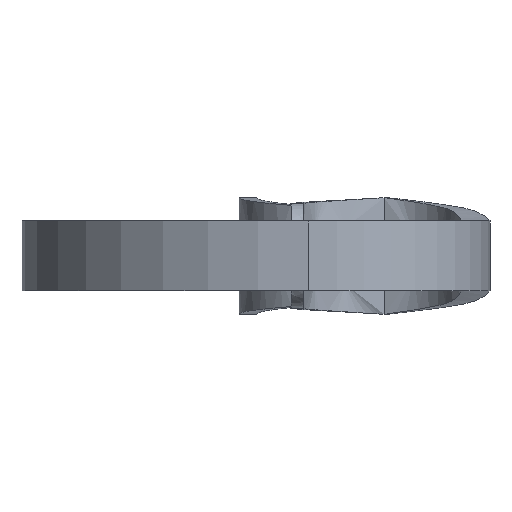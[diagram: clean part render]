
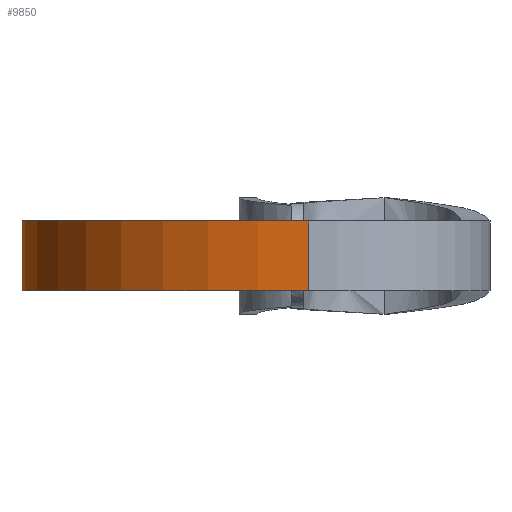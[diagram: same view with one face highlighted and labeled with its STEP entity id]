
A CAD part, front view. The second image highlights one B-rep face of the part: STEP entity #9850.
In plain terms, the highlighted cylindrical face has radius 51 mm (diameter 102 mm), a partial arc.
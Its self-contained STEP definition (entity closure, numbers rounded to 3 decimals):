
#181 = EDGE_CURVE ( 'NONE', #3888, #14652, #4959, .T. ) ;
#647 = DIRECTION ( 'NONE',  ( 0., 0., 1. ) ) ;
#1189 = EDGE_CURVE ( 'NONE', #9786, #1864, #6730, .T. ) ;
#1654 = CARTESIAN_POINT ( 'NONE',  ( 10.755, -34., 6. ) ) ;
#1667 = CARTESIAN_POINT ( 'NONE',  ( 8.922, -84.967, 6. ) ) ;
#1838 = CARTESIAN_POINT ( 'NONE',  ( -27.729, -0.533, -6. ) ) ;
#1864 = VERTEX_POINT ( 'NONE', #1838 ) ;
#2008 = CIRCLE ( 'NONE', #11309, 51. ) ;
#2566 = CARTESIAN_POINT ( 'NONE',  ( -27.729, -0.533, 6. ) ) ;
#2574 = DIRECTION ( 'NONE',  ( 0., 0., 1. ) ) ;
#2836 = ORIENTED_EDGE ( 'NONE', *, *, #14559, .T. ) ;
#2922 = AXIS2_PLACEMENT_3D ( 'NONE', #9233, #8047, #12752 ) ;
#3025 = CARTESIAN_POINT ( 'NONE',  ( -27.729, -0.533, -6. ) ) ;
#3485 = CARTESIAN_POINT ( 'NONE',  ( 8.922, -84.967, -6. ) ) ;
#3888 = VERTEX_POINT ( 'NONE', #1667 ) ;
#4705 = CYLINDRICAL_SURFACE ( 'NONE', #4888, 51. ) ;
#4759 = CARTESIAN_POINT ( 'NONE',  ( 10.755, -34., 0. ) ) ;
#4888 = AXIS2_PLACEMENT_3D ( 'NONE', #4759, #2574, #9280 ) ;
#4959 = LINE ( 'NONE', #3485, #13644 ) ;
#5796 = DIRECTION ( 'NONE',  ( 0., 0., -1. ) ) ;
#5904 = CARTESIAN_POINT ( 'NONE',  ( 8.922, -84.967, -6. ) ) ;
#6730 = LINE ( 'NONE', #3025, #8319 ) ;
#8047 = DIRECTION ( 'NONE',  ( 0., 0., 1. ) ) ;
#8319 = VECTOR ( 'NONE', #13234, 1000. ) ;
#8582 = ORIENTED_EDGE ( 'NONE', *, *, #181, .F. ) ;
#9217 = ORIENTED_EDGE ( 'NONE', *, *, #14248, .F. ) ;
#9233 = CARTESIAN_POINT ( 'NONE',  ( 10.755, -34., -6. ) ) ;
#9280 = DIRECTION ( 'NONE',  ( 1., 0., 0. ) ) ;
#9601 = DIRECTION ( 'NONE',  ( -0.755, 0.656, 0. ) ) ;
#9786 = VERTEX_POINT ( 'NONE', #2566 ) ;
#9850 = ADVANCED_FACE ( 'NONE', ( #11122 ), #4705, .T. ) ;
#11122 = FACE_OUTER_BOUND ( 'NONE', #14283, .T. ) ;
#11309 = AXIS2_PLACEMENT_3D ( 'NONE', #1654, #647, #9601 ) ;
#12752 = DIRECTION ( 'NONE',  ( -0.755, 0.656, 0. ) ) ;
#13234 = DIRECTION ( 'NONE',  ( 0., 0., -1. ) ) ;
#13644 = VECTOR ( 'NONE', #5796, 1000. ) ;
#13931 = ORIENTED_EDGE ( 'NONE', *, *, #1189, .T. ) ;
#14090 = CIRCLE ( 'NONE', #2922, 51. ) ;
#14248 = EDGE_CURVE ( 'NONE', #9786, #3888, #2008, .T. ) ;
#14283 = EDGE_LOOP ( 'NONE', ( #2836, #8582, #9217, #13931 ) ) ;
#14559 = EDGE_CURVE ( 'NONE', #1864, #14652, #14090, .T. ) ;
#14652 = VERTEX_POINT ( 'NONE', #5904 ) ;
